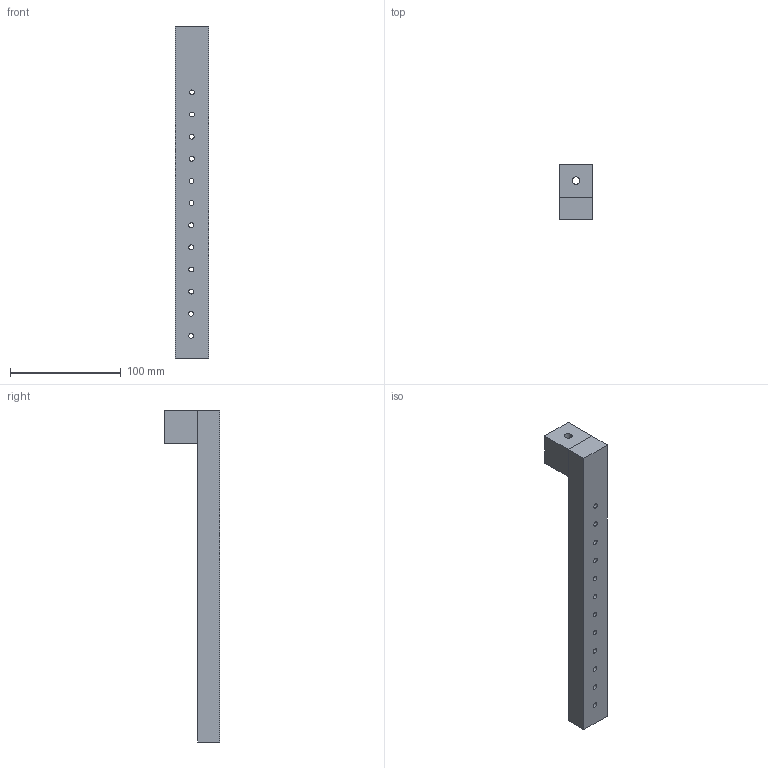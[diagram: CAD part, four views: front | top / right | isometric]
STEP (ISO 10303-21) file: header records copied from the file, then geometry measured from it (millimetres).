
FILE_DESCRIPTION(('FreeCAD Model'),'2;1');
FILE_NAME('Holder_Lakeshore_3-axis_withRod.step','2019-06-26T13:41:43',( 'Author'),(''),'Open CASCADE STEP processor 7.3','FreeCAD','Unknown' );
FILE_SCHEMA(('AUTOMOTIVE_DESIGN { 1 0 10303 214 1 1 1 1 }'));
Length unit declared in the file: millimetre
Products named in the file (1): Body003
Bounding box: 30 x 50 x 300 mm (x, y, z)
Volume: 200859.3 mm3; surface area: 38819.1 mm2
Topology: 1 solids, 1 shells, 53 faces, 110 edges, 72 vertices
Faces by surface type: plane 28, cylinder 25
Full cylindrical faces by diameter (mm): 4.4 x12, 6 x12, 7 x1
Entity records: 2961 total; most frequent: CARTESIAN_POINT 528, DIRECTION 476, LINE 230, VECTOR 230, ORIENTED_EDGE 220, PCURVE 220, DEFINITIONAL_REPRESENTATION 220, EDGE_CURVE 110
